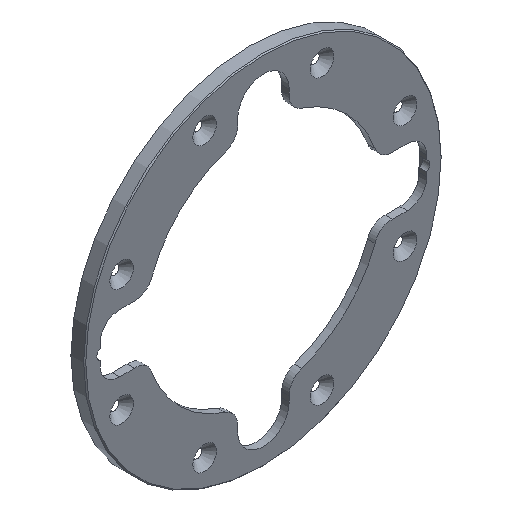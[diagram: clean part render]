
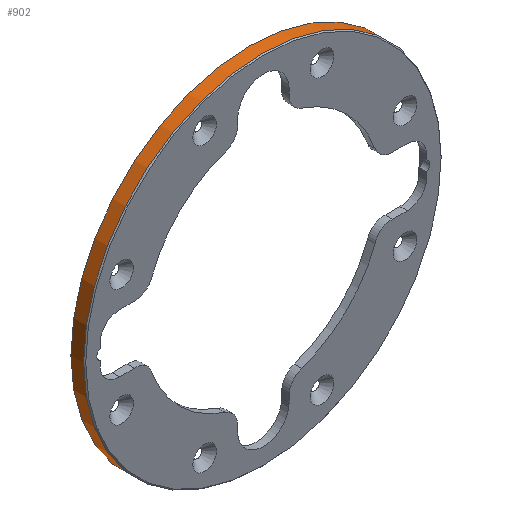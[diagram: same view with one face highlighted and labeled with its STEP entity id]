
A CAD part, isometric view. The second image highlights one B-rep face of the part: STEP entity #902.
In plain terms, the highlighted cylindrical face has radius 84.5 mm (diameter 169 mm), a full revolution.
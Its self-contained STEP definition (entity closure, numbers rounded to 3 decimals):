
#100=FACE_OUTER_BOUND('',#155,.T.);
#155=EDGE_LOOP('',(#786,#787,#788,#789,#790));
#226=CIRCLE('',#1028,84.5);
#227=CIRCLE('',#1029,84.5);
#228=CIRCLE('',#1031,84.5);
#296=LINE('',#1575,#363);
#363=VECTOR('',#1310,84.5);
#446=VERTEX_POINT('',#1567);
#447=VERTEX_POINT('',#1568);
#448=VERTEX_POINT('',#1573);
#572=EDGE_CURVE('',#446,#447,#226,.T.);
#573=EDGE_CURVE('',#447,#446,#227,.T.);
#575=EDGE_CURVE('',#448,#448,#228,.T.);
#576=EDGE_CURVE('',#448,#447,#296,.T.);
#786=ORIENTED_EDGE('',*,*,#575,.F.);
#787=ORIENTED_EDGE('',*,*,#576,.T.);
#788=ORIENTED_EDGE('',*,*,#572,.F.);
#789=ORIENTED_EDGE('',*,*,#573,.F.);
#790=ORIENTED_EDGE('',*,*,#576,.F.);
#858=CYLINDRICAL_SURFACE('',#1030,84.5);
#902=ADVANCED_FACE('',(#100),#858,.T.);
#1028=AXIS2_PLACEMENT_3D('',#1569,#1301,#1302);
#1029=AXIS2_PLACEMENT_3D('',#1570,#1303,#1304);
#1030=AXIS2_PLACEMENT_3D('',#1572,#1306,#1307);
#1031=AXIS2_PLACEMENT_3D('',#1574,#1308,#1309);
#1301=DIRECTION('center_axis',(0.,-1.,0.));
#1302=DIRECTION('ref_axis',(1.,0.,0.));
#1303=DIRECTION('center_axis',(0.,-1.,0.));
#1304=DIRECTION('ref_axis',(1.,0.,0.));
#1306=DIRECTION('center_axis',(0.,1.,0.));
#1307=DIRECTION('ref_axis',(-1.,0.,0.));
#1308=DIRECTION('center_axis',(0.,1.,0.));
#1309=DIRECTION('ref_axis',(-1.,0.,0.));
#1310=DIRECTION('',(0.,-1.,0.));
#1567=CARTESIAN_POINT('',(-84.5,0.5,0.));
#1568=CARTESIAN_POINT('',(84.5,0.5,0.));
#1569=CARTESIAN_POINT('Origin',(0.,0.5,0.));
#1570=CARTESIAN_POINT('Origin',(0.,0.5,0.));
#1572=CARTESIAN_POINT('Origin',(0.,0.,0.));
#1573=CARTESIAN_POINT('',(84.5,6.5,0.));
#1574=CARTESIAN_POINT('Origin',(0.,6.5,0.));
#1575=CARTESIAN_POINT('',(84.5,0.,0.));
